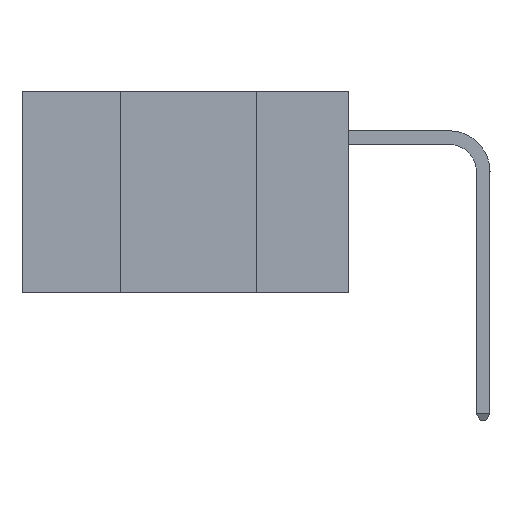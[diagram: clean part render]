
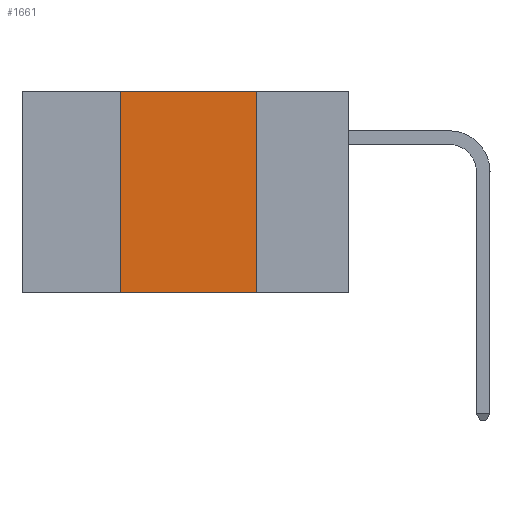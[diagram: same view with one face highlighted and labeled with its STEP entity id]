
A CAD part, left-side view. The second image highlights one B-rep face of the part: STEP entity #1661.
In plain terms, the highlighted planar face has unit normal (-1, 0, 0).
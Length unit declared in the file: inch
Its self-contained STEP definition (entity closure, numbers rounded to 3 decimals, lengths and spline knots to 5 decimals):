
#617 = LINE ( 'NONE', #9273, #19049 ) ;
#719 = EDGE_CURVE ( 'NONE', #33209, #30939, #37335, .T. ) ;
#1661 = ADVANCED_FACE ( 'NONE', ( #28408 ), #24557, .F. ) ;
#1826 = VECTOR ( 'NONE', #35499, 39.37008 ) ;
#6716 = CARTESIAN_POINT ( 'NONE',  ( 0., 0.42, -0.37 ) ) ;
#7342 = CARTESIAN_POINT ( 'NONE',  ( 0., 0.42, 0. ) ) ;
#9273 = CARTESIAN_POINT ( 'NONE',  ( 0., 0.6, 0. ) ) ;
#9905 = AXIS2_PLACEMENT_3D ( 'NONE', #40195, #30794, #15398 ) ;
#10003 = EDGE_CURVE ( 'NONE', #30939, #40375, #617, .T. ) ;
#10261 = CARTESIAN_POINT ( 'NONE',  ( 0., 0.17, 0. ) ) ;
#11215 = CARTESIAN_POINT ( 'NONE',  ( 0., 0.42, 0. ) ) ;
#11525 = DIRECTION ( 'NONE',  ( 0., 0., 1. ) ) ;
#15398 = DIRECTION ( 'NONE',  ( 0., 0., -1. ) ) ;
#15529 = CARTESIAN_POINT ( 'NONE',  ( 0., 0.17, -0.37 ) ) ;
#19049 = VECTOR ( 'NONE', #31693, 39.37008 ) ;
#19873 = EDGE_CURVE ( 'NONE', #40375, #23034, #22777, .T. ) ;
#22777 = LINE ( 'NONE', #24151, #30752 ) ;
#23034 = VERTEX_POINT ( 'NONE', #15529 ) ;
#24151 = CARTESIAN_POINT ( 'NONE',  ( 0., 0.17, 0. ) ) ;
#24557 = PLANE ( 'NONE',  #9905 ) ;
#24793 = ORIENTED_EDGE ( 'NONE', *, *, #719, .F. ) ;
#28027 = ORIENTED_EDGE ( 'NONE', *, *, #38049, .T. ) ;
#28408 = FACE_OUTER_BOUND ( 'NONE', #31878, .T. ) ;
#28632 = ORIENTED_EDGE ( 'NONE', *, *, #19873, .F. ) ;
#29319 = ORIENTED_EDGE ( 'NONE', *, *, #10003, .F. ) ;
#29885 = VECTOR ( 'NONE', #11525, 39.37008 ) ;
#30752 = VECTOR ( 'NONE', #33933, 39.37008 ) ;
#30794 = DIRECTION ( 'NONE',  ( 1., 0., 0. ) ) ;
#30939 = VERTEX_POINT ( 'NONE', #11215 ) ;
#31693 = DIRECTION ( 'NONE',  ( 0., -1., 0. ) ) ;
#31878 = EDGE_LOOP ( 'NONE', ( #28632, #29319, #24793, #28027 ) ) ;
#32563 = LINE ( 'NONE', #38705, #1826 ) ;
#33209 = VERTEX_POINT ( 'NONE', #6716 ) ;
#33933 = DIRECTION ( 'NONE',  ( 0., 0., -1. ) ) ;
#35499 = DIRECTION ( 'NONE',  ( 0., -1., 0. ) ) ;
#37335 = LINE ( 'NONE', #7342, #29885 ) ;
#38049 = EDGE_CURVE ( 'NONE', #33209, #23034, #32563, .T. ) ;
#38705 = CARTESIAN_POINT ( 'NONE',  ( 0., 0.6, -0.37 ) ) ;
#40195 = CARTESIAN_POINT ( 'NONE',  ( 0., 0.6, 0. ) ) ;
#40375 = VERTEX_POINT ( 'NONE', #10261 ) ;
